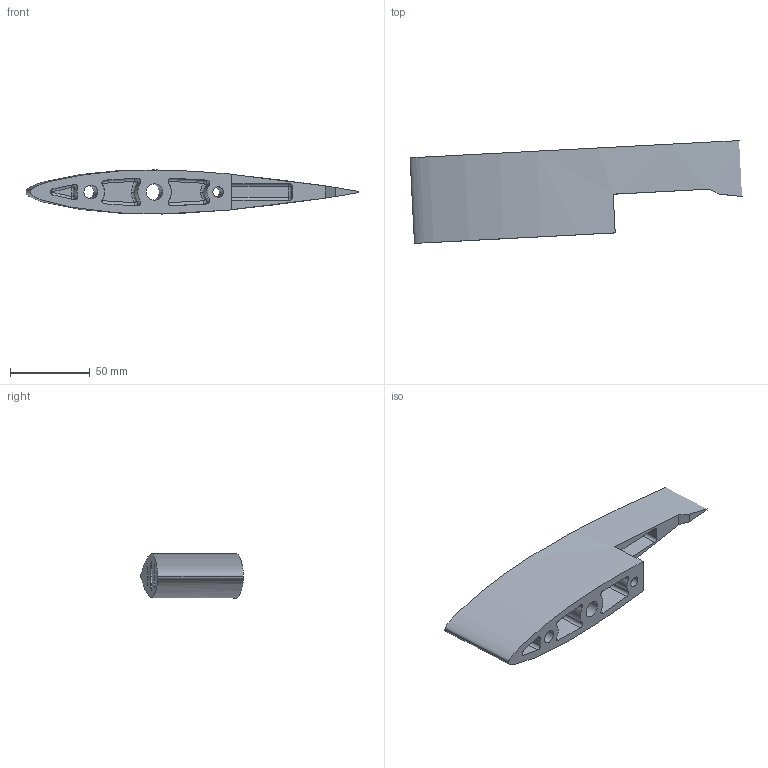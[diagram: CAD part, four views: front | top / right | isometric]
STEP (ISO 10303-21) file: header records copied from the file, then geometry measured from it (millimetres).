
FILE_DESCRIPTION (( 'STEP AP214' ), '1' );
FILE_NAME ('Martyr dérive foiless.STEP', '2022-05-02T17:11:47', ( '' ), ( '' ), 'SwSTEP 2.0', 'SolidWorks 2009', '' );
FILE_SCHEMA (( 'AUTOMOTIVE_DESIGN' ));
Length unit declared in the file: millimetre
Products named in the file (1): Martyr dérive foiless
Bounding box: 208.41 x 64.55 x 27.64 mm (x, y, z)
Volume: 136115.6 mm3; surface area: 40447.9 mm2
Topology: 1 solids, 1 shells, 102 faces, 250 edges, 149 vertices
Faces by surface type: cylinder 44, plane 19, sphere 18, bspline 14, torus 7
Entity records: 3467 total; most frequent: CARTESIAN_POINT 1119, DIRECTION 512, ORIENTED_EDGE 468, EDGE_CURVE 234, AXIS2_PLACEMENT_3D 219, VERTEX_POINT 141, CIRCLE 130, EDGE_LOOP 115
